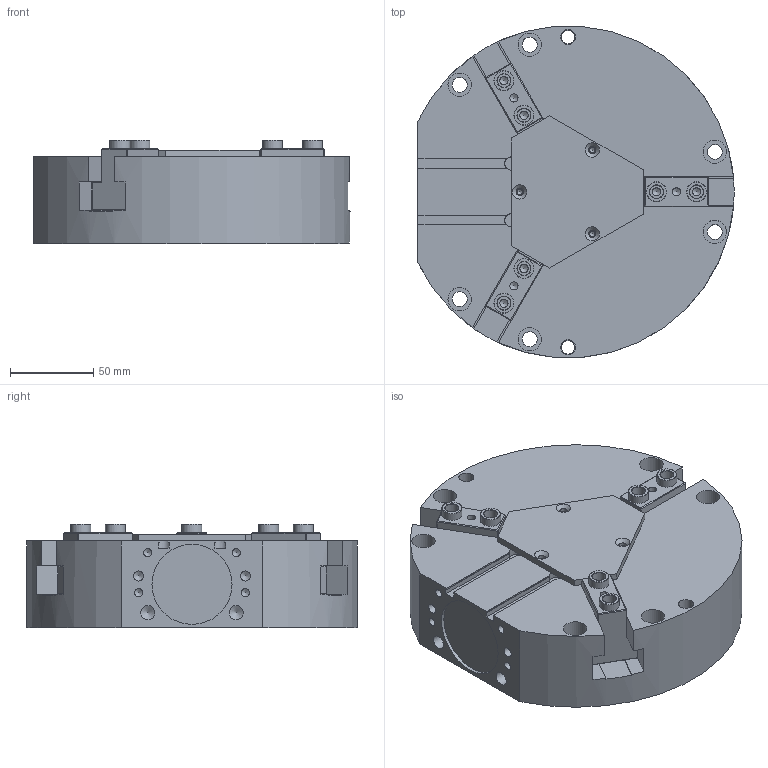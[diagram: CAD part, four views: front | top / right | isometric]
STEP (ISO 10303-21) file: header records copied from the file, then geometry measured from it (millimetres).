
FILE_DESCRIPTION(/* description */ (''),/* implementation_level */ '2;1');
FILE_NAME(/* name */ 'MCL-40 C1-PN.stp',/* time_stamp */ '2018-10-05T17:30:13+02:00',/* author */ ('Tecnico'),/* organization */ (''),/* preprocessor_version */ 'ST-DEVELOPER v17',/* originating_system */ 'Autodesk Inventor 2019',/* authorisation */ '');
FILE_SCHEMA (('AUTOMOTIVE_DESIGN { 1 0 10303 214 3 1 1 }'));
Length unit declared in the file: millimetre
Products named in the file (5): MCL-40 COD1; MCL-40 CORPO(CORRECT); MCL-40 GRIFFA; MCL-40 COPERCHIO; MCL-40 BOCCOLA
Assembly tree (11 placements, depth 2):
  MCL-40 COD1
    MCL-40 CORPO(CORRECT)
    MCL-40 GRIFFA  x3
    MCL-40 COPERCHIO
    MCL-40 BOCCOLA  x6
Bounding box: 189.46 x 198.29 x 62 mm (x, y, z)
Volume: 1488979.7 mm3; surface area: 188212.3 mm2
Topology: 11 solids, 11 shells, 359 faces, 840 edges, 519 vertices
Faces by surface type: plane 247, cylinder 65, cone 47
Full cylindrical faces by diameter (mm): 3.242 x3, 4.5 x3, 4.917 x13, 6 x2, 8 x10, 8.566 x2, 9 x8, 12 x12, 14 x6, 45 x1, 48 x1
Entity records: 6188 total; most frequent: DIRECTION 1093, CARTESIAN_POINT 1026, ORIENTED_EDGE 976, EDGE_CURVE 488, AXIS2_PLACEMENT_3D 396, VERTEX_POINT 329, LINE 301, VECTOR 301
